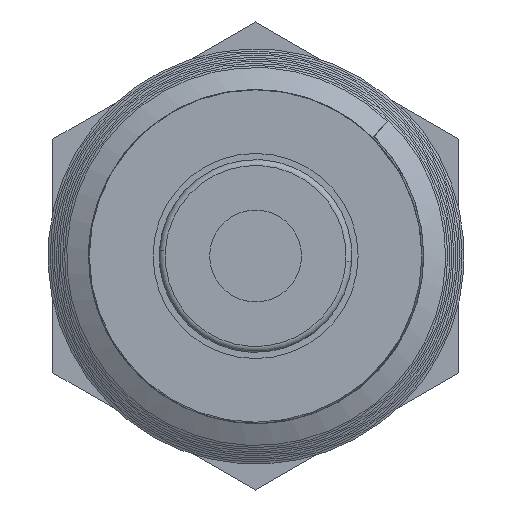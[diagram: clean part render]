
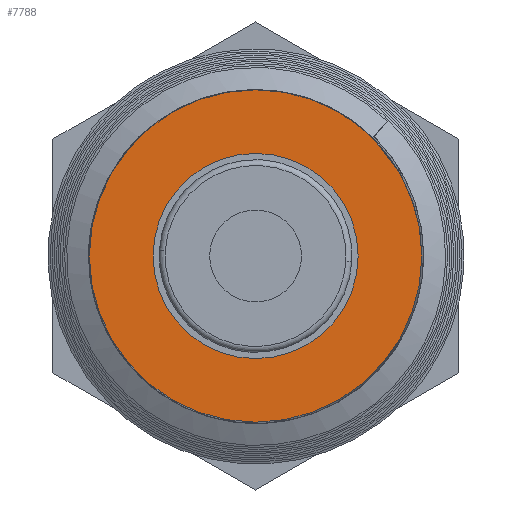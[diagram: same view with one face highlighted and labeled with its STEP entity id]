
A CAD part, front view. The second image highlights one B-rep face of the part: STEP entity #7788.
In plain terms, the highlighted planar face has unit normal (0, -1, 0).
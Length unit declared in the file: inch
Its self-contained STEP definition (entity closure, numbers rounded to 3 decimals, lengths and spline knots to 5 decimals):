
#58 = EDGE_CURVE ( 'NONE', #2556, #6718, #9325, .T. ) ;
#117 = DIRECTION ( 'NONE',  ( 0., -1., 0. ) ) ;
#355 = AXIS2_PLACEMENT_3D ( 'NONE', #7523, #954, #8300 ) ;
#800 = DIRECTION ( 'NONE',  ( 0., -1., 0. ) ) ;
#812 = CARTESIAN_POINT ( 'NONE',  ( -0.282, 0., 0. ) ) ;
#814 = CIRCLE ( 'NONE', #2076, 0.282 ) ;
#824 = DIRECTION ( 'NONE',  ( 0.668, 0., 0.744 ) ) ;
#927 = CARTESIAN_POINT ( 'NONE',  ( 0.16718, 0., 0.22709 ) ) ;
#954 = DIRECTION ( 'NONE',  ( 0., -1., 0. ) ) ;
#975 = CARTESIAN_POINT ( 'NONE',  ( 0.17818, 0., 0.21898 ) ) ;
#1308 = VERTEX_POINT ( 'NONE', #3311 ) ;
#1314 = DIRECTION ( 'NONE',  ( -1., 0., 0. ) ) ;
#1533 = EDGE_LOOP ( 'NONE', ( #3942, #7480 ) ) ;
#1562 = VERTEX_POINT ( 'NONE', #4707 ) ;
#1614 = B_SPLINE_CURVE_WITH_KNOTS ( 'NONE', 3,
 ( #6099, #4000, #975, #927 ),
 .UNSPECIFIED., .F., .F.,
 ( 4, 4 ),
 ( 0., 0.00104 ),
 .UNSPECIFIED. ) ;
#1656 = DIRECTION ( 'NONE',  ( 1., 0., 0. ) ) ;
#1810 = VERTEX_POINT ( 'NONE', #6948 ) ;
#1856 = VERTEX_POINT ( 'NONE', #5598 ) ;
#1924 = ORIENTED_EDGE ( 'NONE', *, *, #8558, .T. ) ;
#2022 = ORIENTED_EDGE ( 'NONE', *, *, #5667, .T. ) ;
#2058 = ORIENTED_EDGE ( 'NONE', *, *, #4458, .F. ) ;
#2076 = AXIS2_PLACEMENT_3D ( 'NONE', #4806, #7613, #7760 ) ;
#2094 = CIRCLE ( 'NONE', #355, 0.174 ) ;
#2164 = CARTESIAN_POINT ( 'NONE',  ( 0.282, 0., 0. ) ) ;
#2279 = CARTESIAN_POINT ( 'NONE',  ( 0., 0., 0. ) ) ;
#2483 = LINE ( 'NONE', #6857, #9515 ) ;
#2556 = VERTEX_POINT ( 'NONE', #812 ) ;
#2614 = EDGE_CURVE ( 'NONE', #1562, #1856, #2094, .T. ) ;
#2640 = CARTESIAN_POINT ( 'NONE',  ( 0.16723, 0., 0.22706 ) ) ;
#2704 = CIRCLE ( 'NONE', #4721, 0.282 ) ;
#2833 = AXIS2_PLACEMENT_3D ( 'NONE', #5313, #5268, #1656 ) ;
#3311 = CARTESIAN_POINT ( 'NONE',  ( 0.19825, 0., 0.20052 ) ) ;
#3942 = ORIENTED_EDGE ( 'NONE', *, *, #2614, .F. ) ;
#4000 = CARTESIAN_POINT ( 'NONE',  ( 0.18854, 0., 0.21013 ) ) ;
#4218 = EDGE_CURVE ( 'NONE', #6039, #4843, #6375, .T. ) ;
#4458 = EDGE_CURVE ( 'NONE', #1308, #1810, #2483, .T. ) ;
#4707 = CARTESIAN_POINT ( 'NONE',  ( 0.174, 0., 0. ) ) ;
#4721 = AXIS2_PLACEMENT_3D ( 'NONE', #6022, #117, #8288 ) ;
#4806 = CARTESIAN_POINT ( 'NONE',  ( 0., 0., 0. ) ) ;
#4843 = VERTEX_POINT ( 'NONE', #8780 ) ;
#4974 = FACE_BOUND ( 'NONE', #1533, .T. ) ;
#4984 = ORIENTED_EDGE ( 'NONE', *, *, #5295, .T. ) ;
#5073 = FACE_OUTER_BOUND ( 'NONE', #7444, .T. ) ;
#5268 = DIRECTION ( 'NONE',  ( 0., -1., 0. ) ) ;
#5295 = EDGE_CURVE ( 'NONE', #1308, #6039, #1614, .T. ) ;
#5313 = CARTESIAN_POINT ( 'NONE',  ( 0., 0., 0. ) ) ;
#5357 = ORIENTED_EDGE ( 'NONE', *, *, #4218, .T. ) ;
#5598 = CARTESIAN_POINT ( 'NONE',  ( -0.174, 0., 0. ) ) ;
#5667 = EDGE_CURVE ( 'NONE', #6718, #1810, #2704, .T. ) ;
#5765 = CARTESIAN_POINT ( 'NONE',  ( 0.16727, 0., 0.22703 ) ) ;
#5975 = ORIENTED_EDGE ( 'NONE', *, *, #58, .T. ) ;
#6022 = CARTESIAN_POINT ( 'NONE',  ( 0., 0., 0. ) ) ;
#6026 = EDGE_CURVE ( 'NONE', #1856, #1562, #7817, .T. ) ;
#6039 = VERTEX_POINT ( 'NONE', #6927 ) ;
#6099 = CARTESIAN_POINT ( 'NONE',  ( 0.19825, 0., 0.20052 ) ) ;
#6375 = B_SPLINE_CURVE_WITH_KNOTS ( 'NONE', 3,
 ( #9285, #2640, #5765, #8716 ),
 .UNSPECIFIED., .F., .F.,
 ( 4, 4 ),
 ( 0., 0. ),
 .UNSPECIFIED. ) ;
#6718 = VERTEX_POINT ( 'NONE', #2164 ) ;
#6857 = CARTESIAN_POINT ( 'NONE',  ( -0.06747, 0., -0.09559 ) ) ;
#6875 = AXIS2_PLACEMENT_3D ( 'NONE', #8607, #7875, #1314 ) ;
#6927 = CARTESIAN_POINT ( 'NONE',  ( 0.16718, 0., 0.22709 ) ) ;
#6948 = CARTESIAN_POINT ( 'NONE',  ( 0.19826, 0., 0.20054 ) ) ;
#7444 = EDGE_LOOP ( 'NONE', ( #2058, #4984, #5357, #1924, #5975, #2022 ) ) ;
#7480 = ORIENTED_EDGE ( 'NONE', *, *, #6026, .F. ) ;
#7523 = CARTESIAN_POINT ( 'NONE',  ( 0., 0., 0. ) ) ;
#7613 = DIRECTION ( 'NONE',  ( 0., -1., 0. ) ) ;
#7760 = DIRECTION ( 'NONE',  ( 1., 0., 0. ) ) ;
#7788 = ADVANCED_FACE ( 'NONE', ( #4974, #5073 ), #7975, .F. ) ;
#7817 = CIRCLE ( 'NONE', #9366, 0.174 ) ;
#7875 = DIRECTION ( 'NONE',  ( 0., 1., 0. ) ) ;
#7975 = PLANE ( 'NONE',  #6875 ) ;
#8288 = DIRECTION ( 'NONE',  ( 1., 0., 0. ) ) ;
#8300 = DIRECTION ( 'NONE',  ( 1., 0., 0. ) ) ;
#8558 = EDGE_CURVE ( 'NONE', #4843, #2556, #814, .T. ) ;
#8607 = CARTESIAN_POINT ( 'NONE',  ( -0.174, 0., 0. ) ) ;
#8716 = CARTESIAN_POINT ( 'NONE',  ( 0.16732, 0., 0.227 ) ) ;
#8780 = CARTESIAN_POINT ( 'NONE',  ( 0.16732, 0., 0.227 ) ) ;
#9285 = CARTESIAN_POINT ( 'NONE',  ( 0.16718, 0., 0.22709 ) ) ;
#9325 = CIRCLE ( 'NONE', #2833, 0.282 ) ;
#9350 = DIRECTION ( 'NONE',  ( 1., 0., 0. ) ) ;
#9366 = AXIS2_PLACEMENT_3D ( 'NONE', #2279, #800, #9350 ) ;
#9515 = VECTOR ( 'NONE', #824, 39.37008 ) ;
